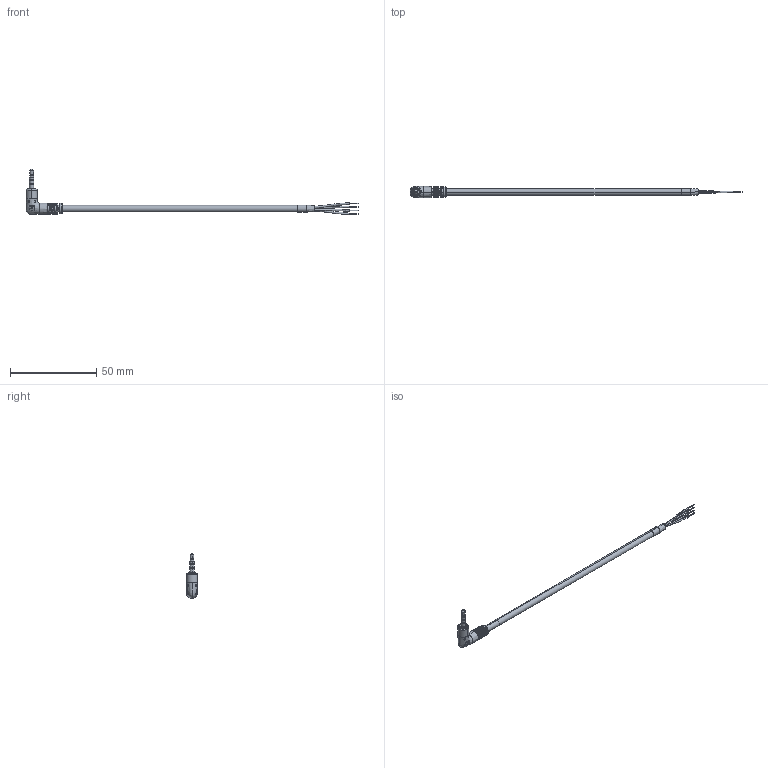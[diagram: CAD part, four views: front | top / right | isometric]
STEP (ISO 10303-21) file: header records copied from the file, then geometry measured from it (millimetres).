
FILE_DESCRIPTION (( 'STEP AP203' ), '1' );
FILE_NAME ('10-02144_revA2.STEP', '2017-05-22T16:41:54', ( '' ), ( '' ), 'SwSTEP 2.0', 'SolidWorks 2015', '' );
FILE_SCHEMA (( 'CONFIG_CONTROL_DESIGN' ));
Length unit declared in the file: millimetre
Products named in the file (4): 30-00179_s + t; 50-00401; 10-02144_revA2; 24-00085
Assembly tree (3 placements, depth 2):
  10-02144_revA2
    30-00179_s + t
    24-00085
    50-00401
Bounding box: 192.5 x 6.5 x 26.18 mm (x, y, z)
Volume: 2868.1 mm3; surface area: 17062.4 mm2
Topology: 118 solids, 118 shells, 915 faces, 1883 edges, 1192 vertices
Faces by surface type: cylinder 409, plane 296, bspline 156, torus 32, cone 22
Entity records: 30994 total; most frequent: CARTESIAN_POINT 11713, DIRECTION 3943, ORIENTED_EDGE 3702, EDGE_CURVE 1851, AXIS2_PLACEMENT_3D 1732, VERTEX_POINT 1192, EDGE_LOOP 1077, CIRCLE 967
